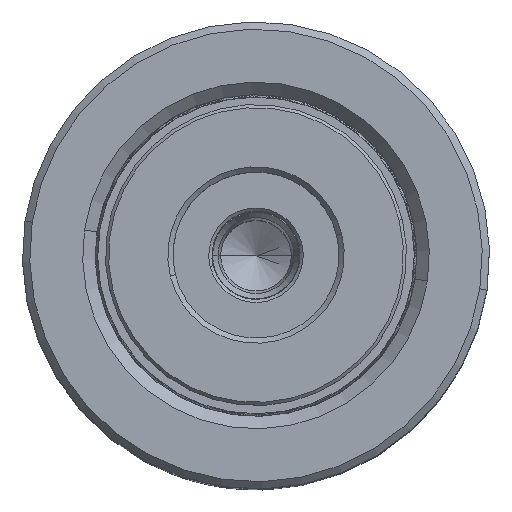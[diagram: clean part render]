
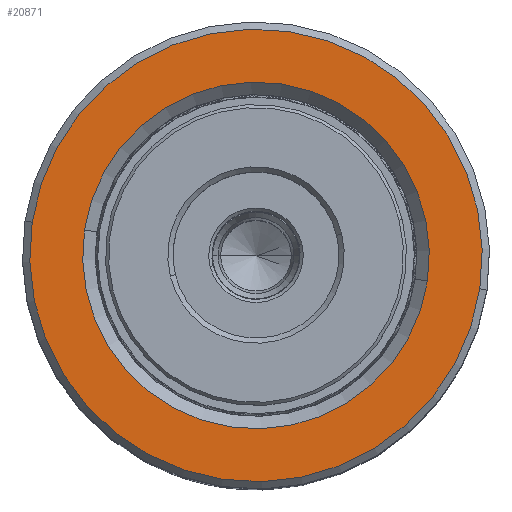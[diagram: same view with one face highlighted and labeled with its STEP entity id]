
A CAD part, top view. The second image highlights one B-rep face of the part: STEP entity #20871.
In plain terms, the highlighted planar face has unit normal (0, 0, 1).
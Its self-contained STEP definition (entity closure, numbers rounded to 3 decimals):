
#117 = EDGE_LOOP ( 'NONE', ( #11802, #43840 ) ) ;
#919 = DIRECTION ( 'NONE',  ( 1., 0., 0. ) ) ;
#1165 = DIRECTION ( 'NONE',  ( 0., 0., -1. ) ) ;
#1852 = EDGE_CURVE ( 'NONE', #29810, #27756, #18405, .T. ) ;
#2172 = EDGE_CURVE ( 'NONE', #16200, #44452, #15221, .T. ) ;
#2531 = EDGE_LOOP ( 'NONE', ( #29981, #7757 ) ) ;
#4761 = DIRECTION ( 'NONE',  ( 1., 0., 0. ) ) ;
#5477 = CARTESIAN_POINT ( 'NONE',  ( 16.7, 0., 60. ) ) ;
#7378 = PLANE ( 'NONE',  #32888 ) ;
#7757 = ORIENTED_EDGE ( 'NONE', *, *, #18813, .T. ) ;
#8718 = DIRECTION ( 'NONE',  ( 0., 0., 1. ) ) ;
#9082 = EDGE_CURVE ( 'NONE', #44452, #16200, #19195, .T. ) ;
#10251 = AXIS2_PLACEMENT_3D ( 'NONE', #39829, #32210, #4761 ) ;
#10987 = CARTESIAN_POINT ( 'NONE',  ( 0., 0., 60. ) ) ;
#11802 = ORIENTED_EDGE ( 'NONE', *, *, #2172, .T. ) ;
#13918 = FACE_OUTER_BOUND ( 'NONE', #117, .T. ) ;
#15221 = CIRCLE ( 'NONE', #44897, 21.8 ) ;
#16200 = VERTEX_POINT ( 'NONE', #38369 ) ;
#18405 = CIRCLE ( 'NONE', #10251, 16.7 ) ;
#18813 = EDGE_CURVE ( 'NONE', #27756, #29810, #40259, .T. ) ;
#19195 = CIRCLE ( 'NONE', #45158, 21.8 ) ;
#20871 = ADVANCED_FACE ( 'NONE', ( #13918, #24839 ), #7378, .T. ) ;
#22930 = DIRECTION ( 'NONE',  ( 1., 0., 0. ) ) ;
#24839 = FACE_BOUND ( 'NONE', #2531, .T. ) ;
#27336 = CARTESIAN_POINT ( 'NONE',  ( 0., 0., 60. ) ) ;
#27756 = VERTEX_POINT ( 'NONE', #35189 ) ;
#28096 = CARTESIAN_POINT ( 'NONE',  ( 0., 0., 60. ) ) ;
#28617 = CARTESIAN_POINT ( 'NONE',  ( 0., 0., 60. ) ) ;
#29810 = VERTEX_POINT ( 'NONE', #5477 ) ;
#29981 = ORIENTED_EDGE ( 'NONE', *, *, #1852, .T. ) ;
#31805 = CARTESIAN_POINT ( 'NONE',  ( 21.8, 0., 60. ) ) ;
#32210 = DIRECTION ( 'NONE',  ( 0., 0., -1. ) ) ;
#32888 = AXIS2_PLACEMENT_3D ( 'NONE', #28096, #35731, #38750 ) ;
#34327 = AXIS2_PLACEMENT_3D ( 'NONE', #10987, #1165, #39743 ) ;
#35189 = CARTESIAN_POINT ( 'NONE',  ( -16.7, 0., 60. ) ) ;
#35731 = DIRECTION ( 'NONE',  ( 0., 0., 1. ) ) ;
#38369 = CARTESIAN_POINT ( 'NONE',  ( -21.8, 0., 60. ) ) ;
#38750 = DIRECTION ( 'NONE',  ( 1., 0., 0. ) ) ;
#39743 = DIRECTION ( 'NONE',  ( 1., 0., 0. ) ) ;
#39829 = CARTESIAN_POINT ( 'NONE',  ( 0., 0., 60. ) ) ;
#39957 = DIRECTION ( 'NONE',  ( 0., 0., 1. ) ) ;
#40259 = CIRCLE ( 'NONE', #34327, 16.7 ) ;
#43840 = ORIENTED_EDGE ( 'NONE', *, *, #9082, .T. ) ;
#44452 = VERTEX_POINT ( 'NONE', #31805 ) ;
#44897 = AXIS2_PLACEMENT_3D ( 'NONE', #27336, #8718, #22930 ) ;
#45158 = AXIS2_PLACEMENT_3D ( 'NONE', #28617, #39957, #919 ) ;
